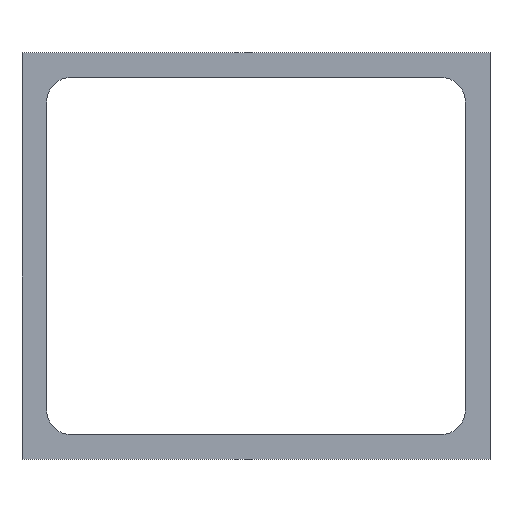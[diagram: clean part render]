
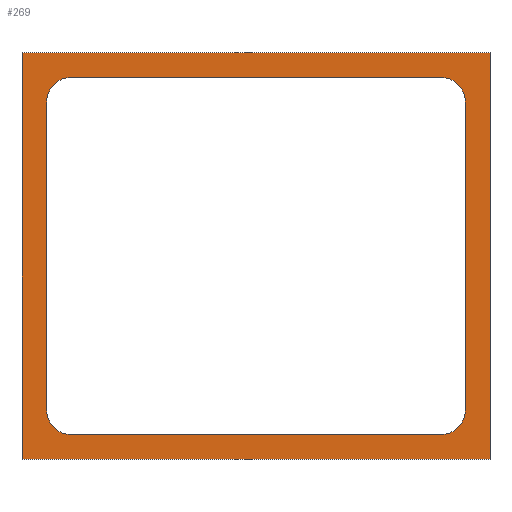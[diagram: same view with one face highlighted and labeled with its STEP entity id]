
A CAD part, top view. The second image highlights one B-rep face of the part: STEP entity #269.
In plain terms, the highlighted planar face has unit normal (0, 0, 1).
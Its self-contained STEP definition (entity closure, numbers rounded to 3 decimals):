
#15=FACE_BOUND('',#54,.T.);
#25=PLANE('',#314);
#39=FACE_OUTER_BOUND('',#53,.T.);
#53=EDGE_LOOP('',(#229,#230,#231,#232));
#54=EDGE_LOOP('',(#233,#234,#235,#236,#237,#238,#239,#240));
#61=LINE('',#405,#89);
#64=LINE('',#416,#92);
#68=LINE('',#428,#96);
#71=LINE('',#437,#99);
#75=LINE('',#446,#103);
#78=LINE('',#452,#106);
#81=LINE('',#458,#109);
#84=LINE('',#462,#112);
#89=VECTOR('',#330,10.);
#92=VECTOR('',#341,10.);
#96=VECTOR('',#353,10.);
#99=VECTOR('',#364,10.);
#103=VECTOR('',#370,10.);
#106=VECTOR('',#375,10.);
#109=VECTOR('',#380,10.);
#112=VECTOR('',#385,10.);
#114=CIRCLE('',#296,2.);
#116=CIRCLE('',#300,2.);
#118=CIRCLE('',#304,2.);
#120=CIRCLE('',#308,2.);
#123=VERTEX_POINT('',#395);
#124=VERTEX_POINT('',#397);
#126=VERTEX_POINT('',#403);
#129=VERTEX_POINT('',#410);
#130=VERTEX_POINT('',#412);
#133=VERTEX_POINT('',#422);
#134=VERTEX_POINT('',#424);
#136=VERTEX_POINT('',#433);
#139=VERTEX_POINT('',#443);
#140=VERTEX_POINT('',#445);
#142=VERTEX_POINT('',#451);
#144=VERTEX_POINT('',#457);
#147=EDGE_CURVE('',#123,#124,#114,.T.);
#151=EDGE_CURVE('',#123,#126,#61,.T.);
#154=EDGE_CURVE('',#129,#130,#116,.T.);
#156=EDGE_CURVE('',#129,#124,#64,.T.);
#160=EDGE_CURVE('',#133,#134,#118,.T.);
#162=EDGE_CURVE('',#133,#130,#68,.T.);
#166=EDGE_CURVE('',#136,#126,#120,.T.);
#167=EDGE_CURVE('',#136,#134,#71,.T.);
#171=EDGE_CURVE('',#140,#139,#75,.T.);
#174=EDGE_CURVE('',#142,#140,#78,.T.);
#177=EDGE_CURVE('',#144,#142,#81,.T.);
#180=EDGE_CURVE('',#139,#144,#84,.T.);
#229=ORIENTED_EDGE('',*,*,#180,.T.);
#230=ORIENTED_EDGE('',*,*,#177,.T.);
#231=ORIENTED_EDGE('',*,*,#174,.T.);
#232=ORIENTED_EDGE('',*,*,#171,.T.);
#233=ORIENTED_EDGE('',*,*,#167,.T.);
#234=ORIENTED_EDGE('',*,*,#160,.F.);
#235=ORIENTED_EDGE('',*,*,#162,.T.);
#236=ORIENTED_EDGE('',*,*,#154,.F.);
#237=ORIENTED_EDGE('',*,*,#156,.T.);
#238=ORIENTED_EDGE('',*,*,#147,.F.);
#239=ORIENTED_EDGE('',*,*,#151,.T.);
#240=ORIENTED_EDGE('',*,*,#166,.F.);
#269=ADVANCED_FACE('',(#39,#15),#25,.T.);
#296=AXIS2_PLACEMENT_3D('',#398,#323,#324);
#300=AXIS2_PLACEMENT_3D('',#413,#336,#337);
#304=AXIS2_PLACEMENT_3D('',#425,#348,#349);
#308=AXIS2_PLACEMENT_3D('',#435,#360,#361);
#314=AXIS2_PLACEMENT_3D('',#463,#386,#387);
#323=DIRECTION('center_axis',(0.,0.,1.));
#324=DIRECTION('ref_axis',(-0.707,-0.707,0.));
#330=DIRECTION('',(0.,1.,0.));
#336=DIRECTION('center_axis',(0.,0.,1.));
#337=DIRECTION('ref_axis',(0.707,-0.707,0.));
#341=DIRECTION('',(-1.,0.,0.));
#348=DIRECTION('center_axis',(0.,0.,1.));
#349=DIRECTION('ref_axis',(0.707,0.707,0.));
#353=DIRECTION('',(0.,-1.,0.));
#360=DIRECTION('center_axis',(0.,0.,1.));
#361=DIRECTION('ref_axis',(-0.707,0.707,0.));
#364=DIRECTION('',(1.,0.,0.));
#370=DIRECTION('',(0.,-1.,0.));
#375=DIRECTION('',(-1.,0.,0.));
#380=DIRECTION('',(0.,1.,0.));
#385=DIRECTION('',(1.,0.,0.));
#386=DIRECTION('center_axis',(0.,0.,1.));
#387=DIRECTION('ref_axis',(1.,0.,0.));
#395=CARTESIAN_POINT('',(-17.,-12.5,2.));
#397=CARTESIAN_POINT('',(-15.,-14.5,2.));
#398=CARTESIAN_POINT('Origin',(-15.,-12.5,2.));
#403=CARTESIAN_POINT('',(-17.,12.5,2.));
#405=CARTESIAN_POINT('',(-17.,-14.5,2.));
#410=CARTESIAN_POINT('',(15.,-14.5,2.));
#412=CARTESIAN_POINT('',(17.,-12.5,2.));
#413=CARTESIAN_POINT('Origin',(15.,-12.5,2.));
#416=CARTESIAN_POINT('',(17.,-14.5,2.));
#422=CARTESIAN_POINT('',(17.,12.5,2.));
#424=CARTESIAN_POINT('',(15.,14.5,2.));
#425=CARTESIAN_POINT('Origin',(15.,12.5,2.));
#428=CARTESIAN_POINT('',(17.,14.5,2.));
#433=CARTESIAN_POINT('',(-15.,14.5,2.));
#435=CARTESIAN_POINT('Origin',(-15.,12.5,2.));
#437=CARTESIAN_POINT('',(-17.,14.5,2.));
#443=CARTESIAN_POINT('',(-19.,-16.5,2.));
#445=CARTESIAN_POINT('',(-19.,16.5,2.));
#446=CARTESIAN_POINT('',(-19.,16.5,2.));
#451=CARTESIAN_POINT('',(19.,16.5,2.));
#452=CARTESIAN_POINT('',(19.,16.5,2.));
#457=CARTESIAN_POINT('',(19.,-16.5,2.));
#458=CARTESIAN_POINT('',(19.,-16.5,2.));
#462=CARTESIAN_POINT('',(-19.,-16.5,2.));
#463=CARTESIAN_POINT('Origin',(0.,0.,2.));
